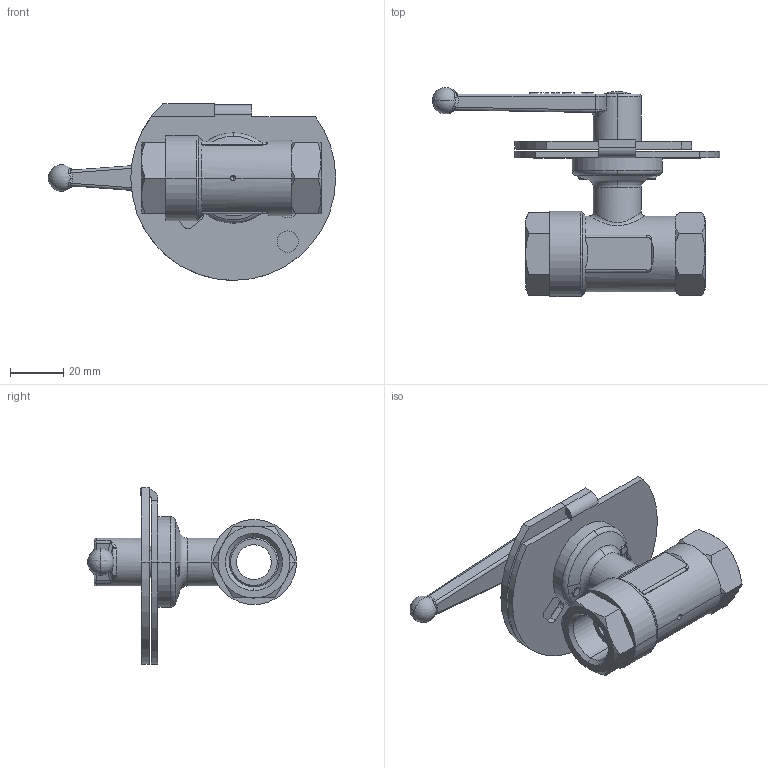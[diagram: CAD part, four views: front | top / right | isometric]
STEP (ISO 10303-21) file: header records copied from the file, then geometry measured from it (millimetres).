
FILE_DESCRIPTION(('STEP AP214'),'1');
FILE_NAME('0437_13_21.stp','2016-07-08T08:50:09',('TraceParts'),('TraceParts S.A.'),'Spatial InterOp 3D',' ',' ');
FILE_SCHEMA(('automotive_design'));
Length unit declared in the file: millimetre
Products named in the file (17): 0437-13-21_asm|30951-81:1#30951-81;30951-81; 0437-13-21_asm|22652_22-6_17-5_2-13_AF0:1#22652_22-6_17-5_2-13_AF0;22652_22-6_17-5_2-13_AF0; 0437-13-21_asm|30957-01_AF0:1#30957-01_AF0;30957-01_AF0; 0437-13-21_asm|30957-01_AF0:1#30957-01_AF0;30957-01_AF0_1; 0437-13-21_asm|30956-61_AF0:1#30956-61_AF0;30956-61_AF0; 0437-13-21_asm|30957-01_AF1:1#30957-01_AF1;30957-01_AF1; 0437-13-21_asm|30957-01_AF1:1#30957-01_AF1;30957-01_AF1_1; 0437-13-21_asm|22652_22-6_17-5_2-13_AF1:1#22652_22-6_17-5_2-13_AF1;22652_22-6_17-5_2-13_AF1; 0437-13-21_asm|30952:1#30952;30952; 0437-13-21_asm|30933-61:1#30933-61;30933-61; 0437-13-21_asm|34942-23_AF0:1#34942-23_AF0;34942-23_AF0; 0437-13-21_asm|23384_AF0:1#23384_AF0;23384_AF0; 0437-13-21_asm|23384_AF1:1#23384_AF1;23384_AF1; 0437-13-21_asm|34941-28:1#34941-28;34941-28; 0437-13-21_asm|29816_11-1_8-3_2-5_AF0:1#29816_11-1_8-3_2-5_AF0;29816_11-1_8-3_2-5_AF0; 0437-13-21_asm|31304-52:1#31304-52;31304-52; 0437-13-21_asm|VIS_CASSEE_AF0:1#VIS_CASSEE_AF0;VIS_CASSEE_AF0
Bounding box: 108 x 78.56 x 66.5 mm (x, y, z)
Volume: 67713.4 mm3; surface area: 46368.9 mm2
Topology: 17 solids, 17 shells, 1224 faces, 3265 edges, 2123 vertices
Faces by surface type: plane 873, cylinder 183, cone 92, bspline 35, torus 34, sphere 7
Entity records: 52066 total; most frequent: CARTESIAN_POINT 11273, ORIENTED_EDGE 6494, DIRECTION 6132, EDGE_CURVE 3247, LINE 2498, VECTOR 2498, VERTEX_POINT 2123, AXIS2_PLACEMENT_3D 1817
